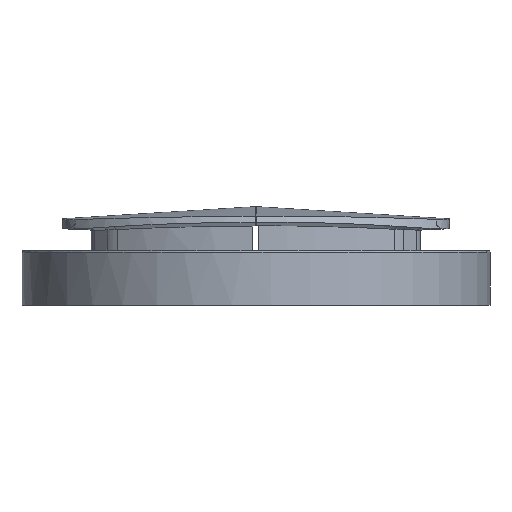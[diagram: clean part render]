
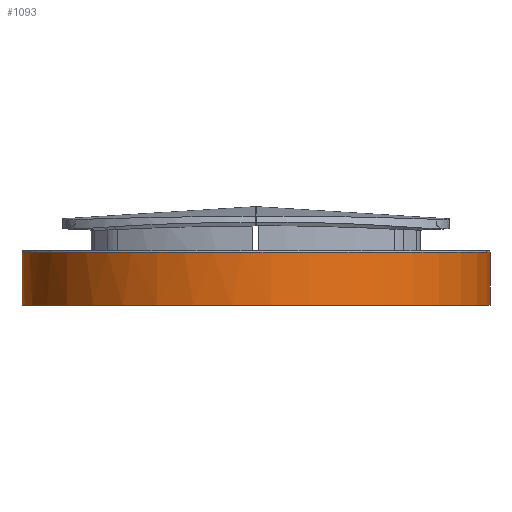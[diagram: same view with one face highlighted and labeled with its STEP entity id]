
A CAD part, front view. The second image highlights one B-rep face of the part: STEP entity #1093.
In plain terms, the highlighted cylindrical face has radius 26.5 mm (diameter 53 mm), a partial arc.
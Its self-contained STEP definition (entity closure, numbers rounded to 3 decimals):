
#1038=AXIS2_PLACEMENT_3D('Cylinder Axis2P3D',#1035,#1036,#1037) ;
#77=CARTESIAN_POINT('Control Point',(26.5,0.,2.5)) ;
#78=CARTESIAN_POINT('Control Point',(26.5,-4.163,2.5)) ;
#79=CARTESIAN_POINT('Control Point',(25.683,-8.325,2.5)) ;
#80=CARTESIAN_POINT('Control Point',(24.047,-12.274,2.5)) ;
#81=CARTESIAN_POINT('Control Point',(19.316,-19.316,2.5)) ;
#82=CARTESIAN_POINT('Control Point',(12.274,-24.047,2.5)) ;
#83=CARTESIAN_POINT('Control Point',(8.325,-25.683,2.5)) ;
#84=CARTESIAN_POINT('Control Point',(0.,-27.317,2.5)) ;
#85=CARTESIAN_POINT('Control Point',(-8.325,-25.683,2.5)) ;
#86=CARTESIAN_POINT('Control Point',(-12.274,-24.047,2.5)) ;
#87=CARTESIAN_POINT('Control Point',(-19.316,-19.316,2.5)) ;
#88=CARTESIAN_POINT('Control Point',(-24.047,-12.274,2.5)) ;
#89=CARTESIAN_POINT('Control Point',(-25.683,-8.325,2.5)) ;
#90=CARTESIAN_POINT('Control Point',(-26.5,-4.163,2.5)) ;
#91=CARTESIAN_POINT('Control Point',(-26.5,0.,2.5)) ;
#92=CARTESIAN_POINT('Vertex',(-26.5,0.,2.5)) ;
#94=CARTESIAN_POINT('Vertex',(26.5,0.,2.5)) ;
#1035=CARTESIAN_POINT('Axis2P3D Location',(0.,0.,10.)) ;
#1040=CARTESIAN_POINT('Line Origine',(-26.5,0.,10.)) ;
#1044=CARTESIAN_POINT('Vertex',(-26.5,0.,8.499)) ;
#1047=CARTESIAN_POINT('Line Origine',(26.5,0.,10.)) ;
#1051=CARTESIAN_POINT('Vertex',(26.5,0.,8.499)) ;
#1055=CARTESIAN_POINT('Control Point',(26.5,0.,8.499)) ;
#1056=CARTESIAN_POINT('Control Point',(26.5,-0.007,8.499)) ;
#1057=CARTESIAN_POINT('Control Point',(26.5,-0.014,8.499)) ;
#1058=CARTESIAN_POINT('Vertex',(26.5,-0.014,8.499)) ;
#1062=CARTESIAN_POINT('Control Point',(26.5,-0.014,8.499)) ;
#1063=CARTESIAN_POINT('Control Point',(26.497,-6.011,8.499)) ;
#1064=CARTESIAN_POINT('Control Point',(24.797,-12.006,8.499)) ;
#1065=CARTESIAN_POINT('Control Point',(21.401,-17.349,8.499)) ;
#1066=CARTESIAN_POINT('Control Point',(15.131,-22.794,8.499)) ;
#1067=CARTESIAN_POINT('Control Point',(7.576,-25.512,8.499)) ;
#1068=CARTESIAN_POINT('Control Point',(5.628,-26.011,8.499)) ;
#1069=CARTESIAN_POINT('Control Point',(-0.323,-26.949,8.499)) ;
#1070=CARTESIAN_POINT('Control Point',(-6.374,-26.194,8.499)) ;
#1071=CARTESIAN_POINT('Control Point',(-10.264,-24.927,8.499)) ;
#1072=CARTESIAN_POINT('Control Point',(-17.965,-20.669,8.499)) ;
#1073=CARTESIAN_POINT('Control Point',(-23.417,-13.691,8.499)) ;
#1074=CARTESIAN_POINT('Control Point',(-25.471,-9.336,8.499)) ;
#1075=CARTESIAN_POINT('Control Point',(-26.499,-4.672,8.499)) ;
#1076=CARTESIAN_POINT('Control Point',(-26.5,-0.007,8.499)) ;
#1077=CARTESIAN_POINT('Vertex',(-26.5,-0.007,8.499)) ;
#1081=CARTESIAN_POINT('Control Point',(-26.5,-0.007,8.499)) ;
#1082=CARTESIAN_POINT('Control Point',(-26.5,-0.004,8.499)) ;
#1083=CARTESIAN_POINT('Control Point',(-26.5,0.,8.499)) ;
#1036=DIRECTION('Axis2P3D Direction',(0.,0.,1.)) ;
#1037=DIRECTION('Axis2P3D XDirection',(1.,0.,0.)) ;
#1041=DIRECTION('Vector Direction',(0.,0.,1.)) ;
#1048=DIRECTION('Vector Direction',(0.,0.,1.)) ;
#1042=VECTOR('Line Direction',#1041,1.) ;
#1049=VECTOR('Line Direction',#1048,1.) ;
#1086=ORIENTED_EDGE('',*,*,#1046,.F.) ;
#1087=ORIENTED_EDGE('',*,*,#96,.T.) ;
#1088=ORIENTED_EDGE('',*,*,#1053,.T.) ;
#1089=ORIENTED_EDGE('',*,*,#1060,.T.) ;
#1090=ORIENTED_EDGE('',*,*,#1079,.T.) ;
#1091=ORIENTED_EDGE('',*,*,#1084,.T.) ;
#1093=ADVANCED_FACE('ED09224_A.1\\bague',(#1092),#1039,.T.) ;
#76=B_SPLINE_CURVE_WITH_KNOTS('',5,(#77,#78,#79,#80,#81,#82,#83,#84,#85,#86,#87,#88,#89,#90,#91),.UNSPECIFIED.,.F.,.U.,(6,3,3,3,6),(166.504,187.317,208.13,228.943,249.756),.UNSPECIFIED.) ;
#1054=B_SPLINE_CURVE_WITH_KNOTS('',2,(#1055,#1056,#1057),.UNSPECIFIED.,.F.,.U.,(3,3),(0.,0.018),.UNSPECIFIED.) ;
#1061=B_SPLINE_CURVE_WITH_KNOTS('',5,(#1062,#1063,#1064,#1065,#1066,#1067,#1068,#1069,#1070,#1071,#1072,#1073,#1074,#1075,#1076),.UNSPECIFIED.,.F.,.U.,(6,3,3,3,6),(0.018,40.88,54.5,81.758,113.549),.UNSPECIFIED.) ;
#1080=B_SPLINE_CURVE_WITH_KNOTS('',2,(#1081,#1082,#1083),.UNSPECIFIED.,.F.,.U.,(3,3),(33.376,33.386),.UNSPECIFIED.) ;
#1039=CYLINDRICAL_SURFACE('generated cylinder',#1038,26.5) ;
#96=EDGE_CURVE('',#93,#95,#76,.F.) ;
#1046=EDGE_CURVE('',#93,#1045,#1043,.T.) ;
#1053=EDGE_CURVE('',#95,#1052,#1050,.T.) ;
#1060=EDGE_CURVE('',#1052,#1059,#1054,.T.) ;
#1079=EDGE_CURVE('',#1059,#1078,#1061,.T.) ;
#1084=EDGE_CURVE('',#1078,#1045,#1080,.T.) ;
#1085=EDGE_LOOP('',(#1086,#1087,#1088,#1089,#1090,#1091)) ;
#1092=FACE_OUTER_BOUND('',#1085,.T.) ;
#1043=LINE('Line',#1040,#1042) ;
#1050=LINE('Line',#1047,#1049) ;
#93=VERTEX_POINT('',#92) ;
#95=VERTEX_POINT('',#94) ;
#1045=VERTEX_POINT('',#1044) ;
#1052=VERTEX_POINT('',#1051) ;
#1059=VERTEX_POINT('',#1058) ;
#1078=VERTEX_POINT('',#1077) ;
